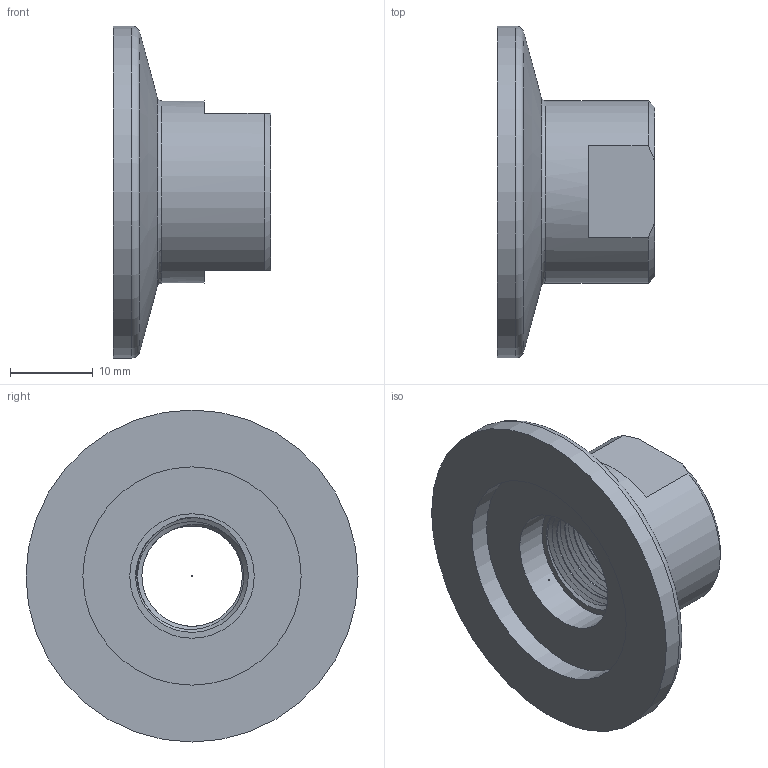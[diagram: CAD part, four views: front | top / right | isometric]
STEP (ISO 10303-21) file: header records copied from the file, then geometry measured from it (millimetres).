
FILE_DESCRIPTION (( 'STEP AP214' ), '1' );
FILE_NAME ('1KF25NF14FULLVAC.STEP', '2025-04-24T13:06:46', ( '' ), ( '' ), 'SwSTEP 2.0', 'SolidWorks 2017', '' );
FILE_SCHEMA (( 'AUTOMOTIVE_DESIGN' ));
Length unit declared in the file: millimetre
Products named in the file (1): 1KF25NF14FULLVAC
Bounding box: 19 x 40 x 40 mm (x, y, z)
Volume: 6752.7 mm3; surface area: 4851.3 mm2
Topology: 2 solids, 2 shells, 27 faces, 66 edges, 44 vertices
Faces by surface type: plane 9, cone 7, cylinder 5, bspline 4, torus 2
Full cylindrical faces by diameter (mm): 15 x1, 22 x1, 26.3 x1, 40.003 x1
Entity records: 7554 total; most frequent: CARTESIAN_POINT 6971, ORIENTED_EDGE 106, DIRECTION 98, EDGE_CURVE 53, AXIS2_PLACEMENT_3D 45, VERTEX_POINT 39, EDGE_LOOP 38, FACE_OUTER_BOUND 33
